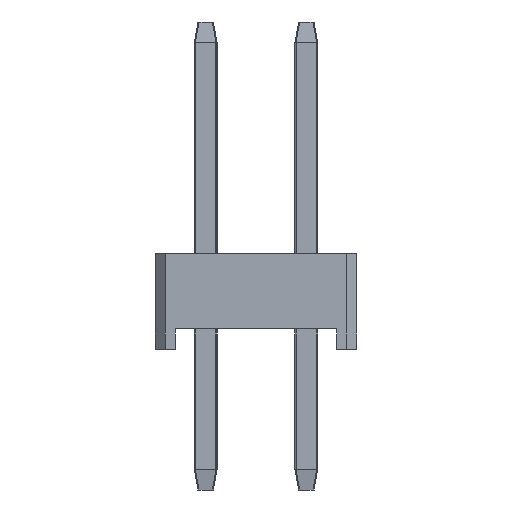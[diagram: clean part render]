
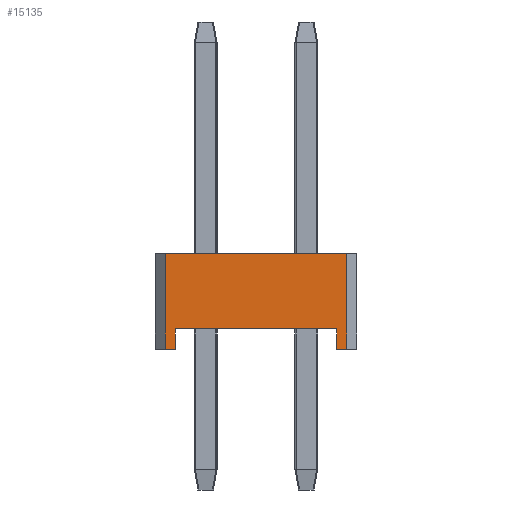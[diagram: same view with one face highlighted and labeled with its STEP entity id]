
A CAD part, left-side view. The second image highlights one B-rep face of the part: STEP entity #15135.
In plain terms, the highlighted planar face has unit normal (-1, 0, 0).
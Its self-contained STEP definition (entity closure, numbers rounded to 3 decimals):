
#334 = ORIENTED_EDGE ( 'NONE', *, *, #14401, .T. ) ;
#1246 = VECTOR ( 'NONE', #27974, 1000. ) ;
#1365 = ORIENTED_EDGE ( 'NONE', *, *, #26499, .F. ) ;
#1518 = CARTESIAN_POINT ( 'NONE',  ( -9., -1.8, 0. ) ) ;
#1641 = VECTOR ( 'NONE', #11304, 1000. ) ;
#1819 = CARTESIAN_POINT ( 'NONE',  ( -9., 1.8, 0. ) ) ;
#2102 = ORIENTED_EDGE ( 'NONE', *, *, #2377, .T. ) ;
#2377 = EDGE_CURVE ( 'NONE', #9897, #13033, #4447, .T. ) ;
#3930 = ORIENTED_EDGE ( 'NONE', *, *, #21046, .F. ) ;
#4315 = VERTEX_POINT ( 'NONE', #30361 ) ;
#4447 = LINE ( 'NONE', #1819, #1641 ) ;
#5269 = EDGE_CURVE ( 'NONE', #26806, #27943, #10696, .T. ) ;
#6195 = LINE ( 'NONE', #23156, #18806 ) ;
#7004 = CARTESIAN_POINT ( 'NONE',  ( -9., -1.8, 1.9 ) ) ;
#7015 = CARTESIAN_POINT ( 'NONE',  ( -9., -1.8, 1.9 ) ) ;
#7982 = CARTESIAN_POINT ( 'NONE',  ( -9., -1.8, 1.9 ) ) ;
#8724 = FACE_OUTER_BOUND ( 'NONE', #15277, .T. ) ;
#9797 = CARTESIAN_POINT ( 'NONE',  ( -9., 1.6, 0. ) ) ;
#9897 = VERTEX_POINT ( 'NONE', #15959 ) ;
#10018 = ORIENTED_EDGE ( 'NONE', *, *, #20912, .T. ) ;
#10088 = DIRECTION ( 'NONE',  ( 0., 0., -1. ) ) ;
#10696 = LINE ( 'NONE', #1518, #18173 ) ;
#11304 = DIRECTION ( 'NONE',  ( 0., -1., 0. ) ) ;
#11370 = CARTESIAN_POINT ( 'NONE',  ( -9., -1.6, 0. ) ) ;
#11934 = LINE ( 'NONE', #23590, #29142 ) ;
#12272 = VECTOR ( 'NONE', #19688, 1000. ) ;
#13033 = VERTEX_POINT ( 'NONE', #9797 ) ;
#13564 = DIRECTION ( 'NONE',  ( 0., 0., -1. ) ) ;
#14323 = ORIENTED_EDGE ( 'NONE', *, *, #17759, .T. ) ;
#14401 = EDGE_CURVE ( 'NONE', #28373, #4315, #28642, .T. ) ;
#14667 = CARTESIAN_POINT ( 'NONE',  ( -9., 1.6, 0.4 ) ) ;
#15020 = CARTESIAN_POINT ( 'NONE',  ( -9., -1.8, 0.4 ) ) ;
#15135 = ADVANCED_FACE ( 'NONE', ( #8724 ), #20875, .F. ) ;
#15252 = DIRECTION ( 'NONE',  ( 0., -1., 0. ) ) ;
#15277 = EDGE_LOOP ( 'NONE', ( #10018, #2102, #3930, #334, #14323, #30027, #1365, #23539 ) ) ;
#15959 = CARTESIAN_POINT ( 'NONE',  ( -9., 1.8, 0. ) ) ;
#16381 = LINE ( 'NONE', #7015, #19078 ) ;
#17564 = CARTESIAN_POINT ( 'NONE',  ( -9., -1.6, 0.4 ) ) ;
#17759 = EDGE_CURVE ( 'NONE', #4315, #26806, #24526, .T. ) ;
#18173 = VECTOR ( 'NONE', #20345, 1000. ) ;
#18345 = DIRECTION ( 'NONE',  ( 0., 0., -1. ) ) ;
#18790 = VERTEX_POINT ( 'NONE', #22130 ) ;
#18806 = VECTOR ( 'NONE', #18345, 1000. ) ;
#19078 = VECTOR ( 'NONE', #15252, 1000. ) ;
#19350 = VERTEX_POINT ( 'NONE', #7982 ) ;
#19688 = DIRECTION ( 'NONE',  ( 0., -1., 0. ) ) ;
#19747 = VECTOR ( 'NONE', #10088, 1000. ) ;
#20345 = DIRECTION ( 'NONE',  ( 0., -1., 0. ) ) ;
#20736 = LINE ( 'NONE', #7004, #1246 ) ;
#20875 = PLANE ( 'NONE',  #25982 ) ;
#20912 = EDGE_CURVE ( 'NONE', #18790, #9897, #6195, .T. ) ;
#21046 = EDGE_CURVE ( 'NONE', #28373, #13033, #11934, .T. ) ;
#22058 = CARTESIAN_POINT ( 'NONE',  ( -9., -1.8, 0. ) ) ;
#22130 = CARTESIAN_POINT ( 'NONE',  ( -9., 1.8, 1.9 ) ) ;
#23156 = CARTESIAN_POINT ( 'NONE',  ( -9., 1.8, 1.9 ) ) ;
#23539 = ORIENTED_EDGE ( 'NONE', *, *, #29621, .F. ) ;
#23590 = CARTESIAN_POINT ( 'NONE',  ( -9., 1.6, 0.4 ) ) ;
#24526 = LINE ( 'NONE', #17564, #19747 ) ;
#25186 = DIRECTION ( 'NONE',  ( 1., 0., 0. ) ) ;
#25875 = DIRECTION ( 'NONE',  ( 0., 0., -1. ) ) ;
#25982 = AXIS2_PLACEMENT_3D ( 'NONE', #27514, #25186, #13564 ) ;
#26499 = EDGE_CURVE ( 'NONE', #19350, #27943, #20736, .T. ) ;
#26806 = VERTEX_POINT ( 'NONE', #11370 ) ;
#27514 = CARTESIAN_POINT ( 'NONE',  ( -9., -1.8, 1.9 ) ) ;
#27943 = VERTEX_POINT ( 'NONE', #22058 ) ;
#27974 = DIRECTION ( 'NONE',  ( 0., 0., -1. ) ) ;
#28373 = VERTEX_POINT ( 'NONE', #14667 ) ;
#28642 = LINE ( 'NONE', #15020, #12272 ) ;
#29142 = VECTOR ( 'NONE', #25875, 1000. ) ;
#29621 = EDGE_CURVE ( 'NONE', #18790, #19350, #16381, .T. ) ;
#30027 = ORIENTED_EDGE ( 'NONE', *, *, #5269, .T. ) ;
#30361 = CARTESIAN_POINT ( 'NONE',  ( -9., -1.6, 0.4 ) ) ;
